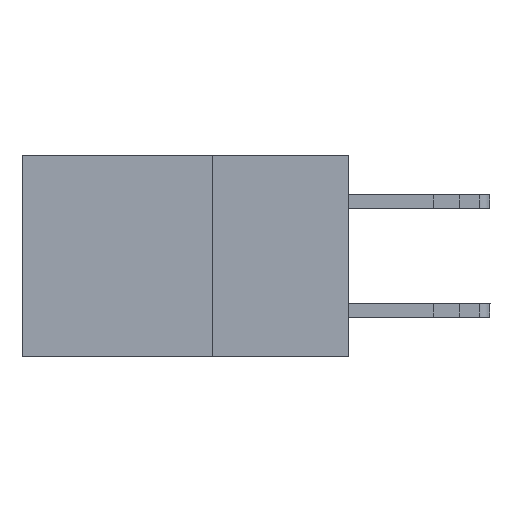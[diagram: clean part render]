
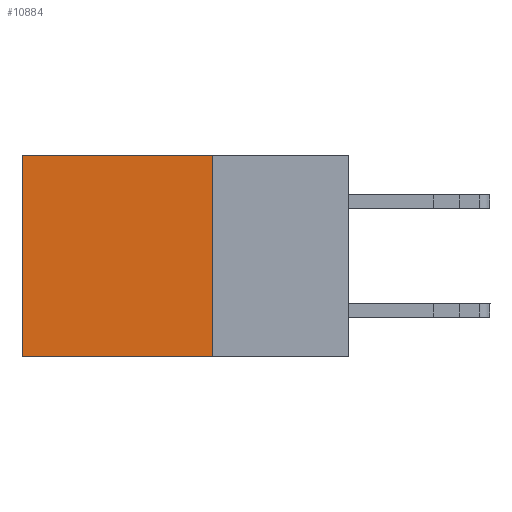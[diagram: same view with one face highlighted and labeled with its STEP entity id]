
A CAD part, left-side view. The second image highlights one B-rep face of the part: STEP entity #10884.
In plain terms, the highlighted planar face has unit normal (-1, 0, 0).
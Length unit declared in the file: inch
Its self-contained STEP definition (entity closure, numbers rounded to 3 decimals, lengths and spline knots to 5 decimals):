
#38 = AXIS2_PLACEMENT_3D ( 'NONE', #9041, #10747, #8224 ) ;
#1196 = VERTEX_POINT ( 'NONE', #1727 ) ;
#1727 = CARTESIAN_POINT ( 'NONE',  ( 0.298, 0.25, -0.37 ) ) ;
#1768 = CARTESIAN_POINT ( 'NONE',  ( 0.298, 0.25, 0. ) ) ;
#2937 = LINE ( 'NONE', #4366, #3069 ) ;
#3013 = PLANE ( 'NONE',  #38 ) ;
#3069 = VECTOR ( 'NONE', #6728, 39.37008 ) ;
#3421 = VERTEX_POINT ( 'NONE', #4921 ) ;
#3508 = VERTEX_POINT ( 'NONE', #5733 ) ;
#3759 = ORIENTED_EDGE ( 'NONE', *, *, #9773, .F. ) ;
#4277 = LINE ( 'NONE', #1768, #5210 ) ;
#4366 = CARTESIAN_POINT ( 'NONE',  ( 0.298, 0.25, 0. ) ) ;
#4456 = EDGE_CURVE ( 'NONE', #3508, #6794, #6144, .T. ) ;
#4838 = CARTESIAN_POINT ( 'NONE',  ( 0.298, 0.6, 0. ) ) ;
#4921 = CARTESIAN_POINT ( 'NONE',  ( 0.298, 0.25, 0. ) ) ;
#5185 = CARTESIAN_POINT ( 'NONE',  ( 0.298, 0.6, -0.37 ) ) ;
#5210 = VECTOR ( 'NONE', #7806, 39.37008 ) ;
#5480 = VECTOR ( 'NONE', #8227, 39.37008 ) ;
#5733 = CARTESIAN_POINT ( 'NONE',  ( 0.298, 0.6, 0. ) ) ;
#6138 = ORIENTED_EDGE ( 'NONE', *, *, #9974, .F. ) ;
#6144 = LINE ( 'NONE', #4838, #6974 ) ;
#6489 = DIRECTION ( 'NONE',  ( 0., 0., -1. ) ) ;
#6677 = FACE_OUTER_BOUND ( 'NONE', #7083, .T. ) ;
#6728 = DIRECTION ( 'NONE',  ( 0., 0., -1. ) ) ;
#6794 = VERTEX_POINT ( 'NONE', #5185 ) ;
#6974 = VECTOR ( 'NONE', #6489, 39.37008 ) ;
#7083 = EDGE_LOOP ( 'NONE', ( #10780, #3759, #6138, #8594 ) ) ;
#7803 = LINE ( 'NONE', #9938, #5480 ) ;
#7806 = DIRECTION ( 'NONE',  ( 0., 1., 0. ) ) ;
#8224 = DIRECTION ( 'NONE',  ( 0., 0., -1. ) ) ;
#8227 = DIRECTION ( 'NONE',  ( 0., 1., 0. ) ) ;
#8594 = ORIENTED_EDGE ( 'NONE', *, *, #9995, .T. ) ;
#9041 = CARTESIAN_POINT ( 'NONE',  ( 0.298, 0.25, 0. ) ) ;
#9773 = EDGE_CURVE ( 'NONE', #1196, #6794, #7803, .T. ) ;
#9938 = CARTESIAN_POINT ( 'NONE',  ( 0.298, 0.25, -0.37 ) ) ;
#9974 = EDGE_CURVE ( 'NONE', #3421, #1196, #2937, .T. ) ;
#9995 = EDGE_CURVE ( 'NONE', #3421, #3508, #4277, .T. ) ;
#10747 = DIRECTION ( 'NONE',  ( 1., 0., 0. ) ) ;
#10780 = ORIENTED_EDGE ( 'NONE', *, *, #4456, .T. ) ;
#10884 = ADVANCED_FACE ( 'NONE', ( #6677 ), #3013, .F. ) ;
